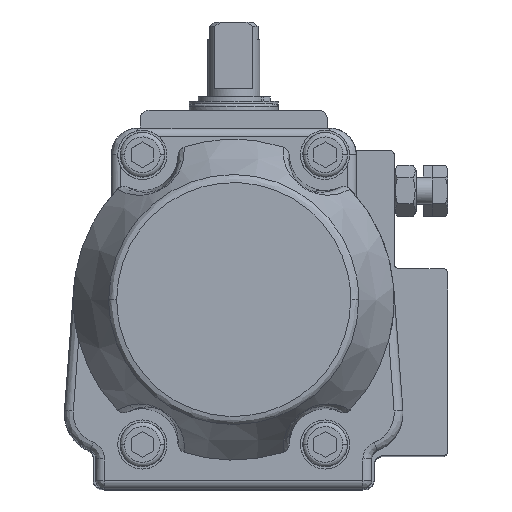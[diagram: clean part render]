
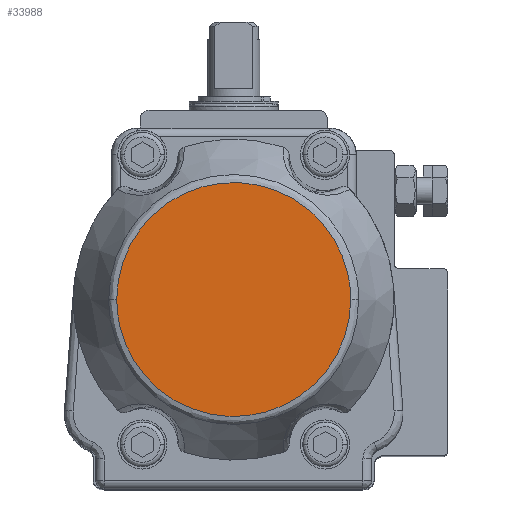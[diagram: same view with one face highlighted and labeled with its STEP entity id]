
A CAD part, top view. The second image highlights one B-rep face of the part: STEP entity #33988.
In plain terms, the highlighted planar face has unit normal (0, 0, 1).
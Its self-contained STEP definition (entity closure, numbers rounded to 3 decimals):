
#13140 = EDGE_CURVE ( 'NONE', #49885, #49881, #56371, .T. ) ;
#13142 = EDGE_CURVE ( 'NONE', #49881, #49885, #56365, .T. ) ;
#14517 = AXIS2_PLACEMENT_3D ( 'NONE', #27590, #27591, #27592 ) ;
#16605 = EDGE_LOOP ( 'NONE', ( #58903, #58907 ) ) ;
#27564 = PLANE ( 'NONE',  #14517 ) ;
#27580 = FACE_OUTER_BOUND ( 'NONE', #16605, .T. ) ;
#27590 = CARTESIAN_POINT ( 'NONE',  ( 0., 0., 77.5 ) ) ;
#27591 = DIRECTION ( 'NONE',  ( 0., 0., 1. ) ) ;
#27592 = DIRECTION ( 'NONE',  ( 1., 0., 0. ) ) ;
#33988 = ADVANCED_FACE ( 'NONE', ( #27580 ), #27564, .T. ) ;
#48745 = CARTESIAN_POINT ( 'NONE',  ( -26.248, 0., 77.5 ) ) ;
#48749 = CARTESIAN_POINT ( 'NONE',  ( 26.248, 0., 77.5 ) ) ;
#49881 = VERTEX_POINT ( 'NONE', #48745 ) ;
#49885 = VERTEX_POINT ( 'NONE', #48749 ) ;
#56365 = B_SPLINE_CURVE_WITH_KNOTS ( 'NONE', 3,
 ( #64384, #64383, #64529, #64530, #64531, #64532, #64533, #64534, #64535, #64536, #64537, #64538, #64539, #64540, #64541, #64542, #64543, #64544, #64545, #64546, #64547, #64548, #64549, #64550, #64551, #64552, #64553, #64554, #64555, #64556, #64557, #64558, #64559, #64560 ),
 .UNSPECIFIED., .F., .F.,
 ( 4, 2, 2, 2, 2, 2, 2, 2, 2, 2, 2, 2, 2, 2, 2, 2, 4 ),
 ( 0., 0.063, 0.125, 0.188, 0.25, 0.313, 0.375, 0.438, 0.5, 0.563, 0.625, 0.688, 0.75, 0.813, 0.875, 0.938, 1. ),
 .UNSPECIFIED. ) ;
#56371 = B_SPLINE_CURVE_WITH_KNOTS ( 'NONE', 3,
 ( #64349, #64238, #64351, #64352, #64353, #64354, #64355, #64356, #64357, #64358, #64359, #64360, #64361, #64362, #64363, #64364, #64365, #64366, #64367, #64368, #64369, #64370, #64371, #64372, #64373, #64374, #64375, #64376, #64377, #64378, #64379, #64380, #64381, #64382 ),
 .UNSPECIFIED., .F., .F.,
 ( 4, 2, 2, 2, 2, 2, 2, 2, 2, 2, 2, 2, 2, 2, 2, 2, 4 ),
 ( 0., 0.063, 0.125, 0.188, 0.25, 0.313, 0.375, 0.438, 0.5, 0.563, 0.625, 0.688, 0.75, 0.813, 0.875, 0.938, 1. ),
 .UNSPECIFIED. ) ;
#58903 = ORIENTED_EDGE ( 'NONE', *, *, #13140, .F. ) ;
#58907 = ORIENTED_EDGE ( 'NONE', *, *, #13142, .F. ) ;
#64238 = CARTESIAN_POINT ( 'NONE',  ( 26.248, -1.718, 77.5 ) ) ;
#64349 = CARTESIAN_POINT ( 'NONE',  ( 26.248, 0., 77.5 ) ) ;
#64351 = CARTESIAN_POINT ( 'NONE',  ( 26.079, -3.436, 77.5 ) ) ;
#64352 = CARTESIAN_POINT ( 'NONE',  ( 25.408, -6.806, 77.5 ) ) ;
#64353 = CARTESIAN_POINT ( 'NONE',  ( 24.907, -8.458, 77.5 ) ) ;
#64354 = CARTESIAN_POINT ( 'NONE',  ( 23.593, -11.632, 77.5 ) ) ;
#64355 = CARTESIAN_POINT ( 'NONE',  ( 22.779, -13.154, 77.5 ) ) ;
#64356 = CARTESIAN_POINT ( 'NONE',  ( 20.87, -16.011, 77.5 ) ) ;
#64357 = CARTESIAN_POINT ( 'NONE',  ( 19.775, -17.345, 77.5 ) ) ;
#64358 = CARTESIAN_POINT ( 'NONE',  ( 17.345, -19.775, 77.5 ) ) ;
#64359 = CARTESIAN_POINT ( 'NONE',  ( 16.011, -20.87, 77.5 ) ) ;
#64360 = CARTESIAN_POINT ( 'NONE',  ( 13.154, -22.779, 77.5 ) ) ;
#64361 = CARTESIAN_POINT ( 'NONE',  ( 11.632, -23.593, 77.5 ) ) ;
#64362 = CARTESIAN_POINT ( 'NONE',  ( 8.458, -24.907, 77.5 ) ) ;
#64363 = CARTESIAN_POINT ( 'NONE',  ( 6.806, -25.408, 77.5 ) ) ;
#64364 = CARTESIAN_POINT ( 'NONE',  ( 3.436, -26.079, 77.5 ) ) ;
#64365 = CARTESIAN_POINT ( 'NONE',  ( 1.718, -26.248, 77.5 ) ) ;
#64366 = CARTESIAN_POINT ( 'NONE',  ( -1.718, -26.248, 77.5 ) ) ;
#64367 = CARTESIAN_POINT ( 'NONE',  ( -3.436, -26.079, 77.5 ) ) ;
#64368 = CARTESIAN_POINT ( 'NONE',  ( -6.806, -25.408, 77.5 ) ) ;
#64369 = CARTESIAN_POINT ( 'NONE',  ( -8.458, -24.907, 77.5 ) ) ;
#64370 = CARTESIAN_POINT ( 'NONE',  ( -11.632, -23.593, 77.5 ) ) ;
#64371 = CARTESIAN_POINT ( 'NONE',  ( -13.154, -22.779, 77.5 ) ) ;
#64372 = CARTESIAN_POINT ( 'NONE',  ( -16.011, -20.87, 77.5 ) ) ;
#64373 = CARTESIAN_POINT ( 'NONE',  ( -17.345, -19.775, 77.5 ) ) ;
#64374 = CARTESIAN_POINT ( 'NONE',  ( -19.775, -17.345, 77.5 ) ) ;
#64375 = CARTESIAN_POINT ( 'NONE',  ( -20.87, -16.011, 77.5 ) ) ;
#64376 = CARTESIAN_POINT ( 'NONE',  ( -22.779, -13.154, 77.5 ) ) ;
#64377 = CARTESIAN_POINT ( 'NONE',  ( -23.593, -11.632, 77.5 ) ) ;
#64378 = CARTESIAN_POINT ( 'NONE',  ( -24.907, -8.458, 77.5 ) ) ;
#64379 = CARTESIAN_POINT ( 'NONE',  ( -25.408, -6.806, 77.5 ) ) ;
#64380 = CARTESIAN_POINT ( 'NONE',  ( -26.079, -3.436, 77.5 ) ) ;
#64381 = CARTESIAN_POINT ( 'NONE',  ( -26.248, -1.718, 77.5 ) ) ;
#64382 = CARTESIAN_POINT ( 'NONE',  ( -26.248, 0., 77.5 ) ) ;
#64383 = CARTESIAN_POINT ( 'NONE',  ( -26.248, 1.718, 77.5 ) ) ;
#64384 = CARTESIAN_POINT ( 'NONE',  ( -26.248, 0., 77.5 ) ) ;
#64529 = CARTESIAN_POINT ( 'NONE',  ( -26.079, 3.436, 77.5 ) ) ;
#64530 = CARTESIAN_POINT ( 'NONE',  ( -25.408, 6.806, 77.5 ) ) ;
#64531 = CARTESIAN_POINT ( 'NONE',  ( -24.907, 8.458, 77.5 ) ) ;
#64532 = CARTESIAN_POINT ( 'NONE',  ( -23.593, 11.632, 77.5 ) ) ;
#64533 = CARTESIAN_POINT ( 'NONE',  ( -22.779, 13.154, 77.5 ) ) ;
#64534 = CARTESIAN_POINT ( 'NONE',  ( -20.87, 16.011, 77.5 ) ) ;
#64535 = CARTESIAN_POINT ( 'NONE',  ( -19.775, 17.345, 77.5 ) ) ;
#64536 = CARTESIAN_POINT ( 'NONE',  ( -17.345, 19.775, 77.5 ) ) ;
#64537 = CARTESIAN_POINT ( 'NONE',  ( -16.011, 20.87, 77.5 ) ) ;
#64538 = CARTESIAN_POINT ( 'NONE',  ( -13.154, 22.779, 77.5 ) ) ;
#64539 = CARTESIAN_POINT ( 'NONE',  ( -11.632, 23.593, 77.5 ) ) ;
#64540 = CARTESIAN_POINT ( 'NONE',  ( -8.458, 24.907, 77.5 ) ) ;
#64541 = CARTESIAN_POINT ( 'NONE',  ( -6.806, 25.408, 77.5 ) ) ;
#64542 = CARTESIAN_POINT ( 'NONE',  ( -3.436, 26.079, 77.5 ) ) ;
#64543 = CARTESIAN_POINT ( 'NONE',  ( -1.718, 26.248, 77.5 ) ) ;
#64544 = CARTESIAN_POINT ( 'NONE',  ( 1.718, 26.248, 77.5 ) ) ;
#64545 = CARTESIAN_POINT ( 'NONE',  ( 3.436, 26.079, 77.5 ) ) ;
#64546 = CARTESIAN_POINT ( 'NONE',  ( 6.806, 25.408, 77.5 ) ) ;
#64547 = CARTESIAN_POINT ( 'NONE',  ( 8.458, 24.907, 77.5 ) ) ;
#64548 = CARTESIAN_POINT ( 'NONE',  ( 11.632, 23.593, 77.5 ) ) ;
#64549 = CARTESIAN_POINT ( 'NONE',  ( 13.154, 22.779, 77.5 ) ) ;
#64550 = CARTESIAN_POINT ( 'NONE',  ( 16.011, 20.87, 77.5 ) ) ;
#64551 = CARTESIAN_POINT ( 'NONE',  ( 17.345, 19.775, 77.5 ) ) ;
#64552 = CARTESIAN_POINT ( 'NONE',  ( 19.775, 17.345, 77.5 ) ) ;
#64553 = CARTESIAN_POINT ( 'NONE',  ( 20.87, 16.011, 77.5 ) ) ;
#64554 = CARTESIAN_POINT ( 'NONE',  ( 22.779, 13.154, 77.5 ) ) ;
#64555 = CARTESIAN_POINT ( 'NONE',  ( 23.593, 11.632, 77.5 ) ) ;
#64556 = CARTESIAN_POINT ( 'NONE',  ( 24.907, 8.458, 77.5 ) ) ;
#64557 = CARTESIAN_POINT ( 'NONE',  ( 25.408, 6.806, 77.5 ) ) ;
#64558 = CARTESIAN_POINT ( 'NONE',  ( 26.079, 3.436, 77.5 ) ) ;
#64559 = CARTESIAN_POINT ( 'NONE',  ( 26.248, 1.718, 77.5 ) ) ;
#64560 = CARTESIAN_POINT ( 'NONE',  ( 26.248, 0., 77.5 ) ) ;
